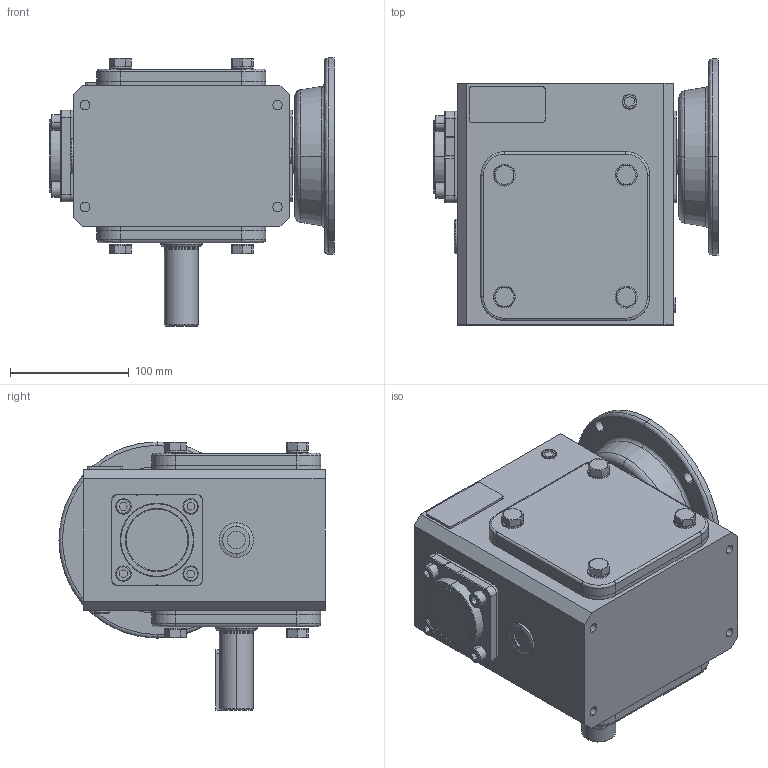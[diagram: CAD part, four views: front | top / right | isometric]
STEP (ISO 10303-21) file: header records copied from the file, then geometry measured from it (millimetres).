
FILE_DESCRIPTION (( 'STEP AP203' ), '1' );
FILE_NAME ('WG-262-020-R.step', '2016-02-01T19:00:07', ( '' ), ( '' ), 'SwSTEP 2.0', 'SolidWorks 2015', '' );
FILE_SCHEMA (( 'CONFIG_CONTROL_DESIGN' ));
Length unit declared in the file: inch
Products named in the file (1): WG-262-020-R
Bounding box: 239 x 223.8 x 225.5 mm (x, y, z)
Volume: 5212902.3 mm3; surface area: 395966.6 mm2
Topology: 37 solids, 37 shells, 527 faces, 1189 edges, 764 vertices
Faces by surface type: plane 293, cylinder 138, cone 63, bspline 33
Entity records: 20743 total; most frequent: CARTESIAN_POINT 8926, DIRECTION 2428, ORIENTED_EDGE 2374, EDGE_CURVE 1187, AXIS2_PLACEMENT_3D 866, VERTEX_POINT 764, LINE 696, VECTOR 696
